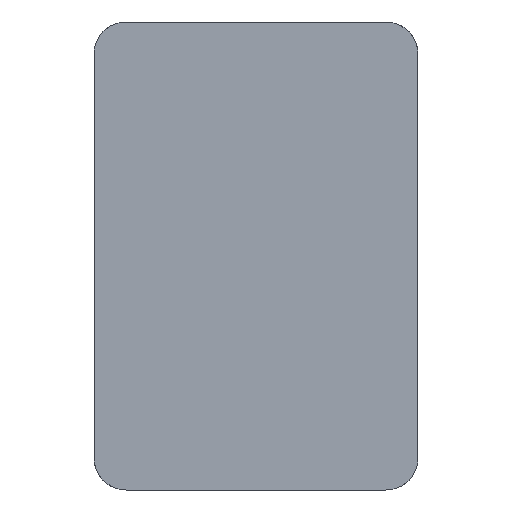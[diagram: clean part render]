
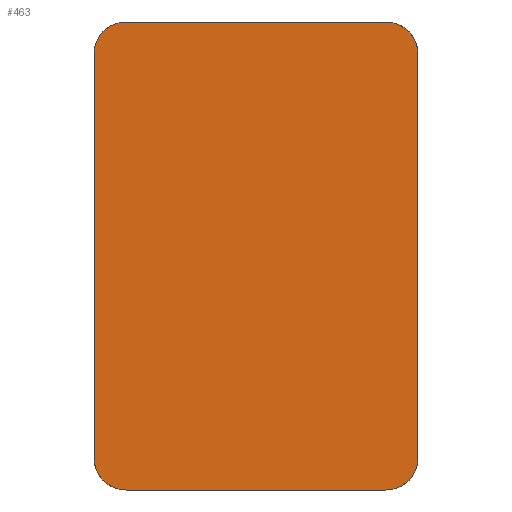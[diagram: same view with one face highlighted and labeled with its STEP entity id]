
A CAD part, left-side view. The second image highlights one B-rep face of the part: STEP entity #463.
In plain terms, the highlighted free-form (B-spline) face has degree [1, 1] with [2, 2] control points.
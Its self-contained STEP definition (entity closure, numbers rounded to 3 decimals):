
#31 = VERTEX_POINT('',#32);
#32 = CARTESIAN_POINT('',(-2.452,-5.721,
    116.874));
#37 = EDGE_CURVE('',#38,#31,#40,.T.);
#38 = VERTEX_POINT('',#39);
#39 = CARTESIAN_POINT('',(-2.452,-71.922,
    116.874));
#40 = B_SPLINE_CURVE_WITH_KNOTS('',1,(#41,#42),.UNSPECIFIED.,.F.,.F.,(2,
    2),(0.,81.),.PIECEWISE_BEZIER_KNOTS.);
#41 = CARTESIAN_POINT('',(-2.452,-71.922,
    116.874));
#42 = CARTESIAN_POINT('',(-2.452,-5.721,
    116.874));
#67 = VERTEX_POINT('',#68);
#68 = CARTESIAN_POINT('',(-2.452,2.452,5.721)
  );
#73 = EDGE_CURVE('',#74,#67,#76,.T.);
#74 = VERTEX_POINT('',#75);
#75 = CARTESIAN_POINT('',(-2.452,2.452,108.701
    ));
#76 = B_SPLINE_CURVE_WITH_KNOTS('',1,(#77,#78),.UNSPECIFIED.,.F.,.F.,(2,
    2),(0.,126.),.PIECEWISE_BEZIER_KNOTS.);
#77 = CARTESIAN_POINT('',(-2.452,2.452,108.701
    ));
#78 = CARTESIAN_POINT('',(-2.452,2.452,5.721)
  );
#93 = EDGE_CURVE('',#94,#96,#98,.T.);
#94 = VERTEX_POINT('',#95);
#95 = CARTESIAN_POINT('',(-2.452,-5.721,
    -2.452));
#96 = VERTEX_POINT('',#97);
#97 = CARTESIAN_POINT('',(-2.452,-71.922,
    -2.452));
#98 = B_SPLINE_CURVE_WITH_KNOTS('',1,(#99,#100),.UNSPECIFIED.,.F.,.F.,(2
    ,2),(0.,81.),.PIECEWISE_BEZIER_KNOTS.);
#99 = CARTESIAN_POINT('',(-2.452,-5.721,
    -2.452));
#100 = CARTESIAN_POINT('',(-2.452,-71.922,
    -2.452));
#273 = EDGE_CURVE('',#274,#276,#278,.T.);
#274 = VERTEX_POINT('',#275);
#275 = CARTESIAN_POINT('',(-2.452,-80.095,
    5.721));
#276 = VERTEX_POINT('',#277);
#277 = CARTESIAN_POINT('',(-2.452,-80.095,
    108.701));
#278 = B_SPLINE_CURVE_WITH_KNOTS('',1,(#279,#280),.UNSPECIFIED.,.F.,.F.,
  (2,2),(0.,126.),.PIECEWISE_BEZIER_KNOTS.);
#279 = CARTESIAN_POINT('',(-2.452,-80.095,
    5.721));
#280 = CARTESIAN_POINT('',(-2.452,-80.095,
    108.701));
#463 = ADVANCED_FACE('',(#464),#494,.T.);
#464 = FACE_BOUND('',#465,.T.);
#465 = EDGE_LOOP('',(#466,#467,#473,#474,#480,#481,#487,#488));
#466 = ORIENTED_EDGE('',*,*,#73,.T.);
#467 = ORIENTED_EDGE('',*,*,#468,.T.);
#468 = EDGE_CURVE('',#67,#94,#469,.T.);
#469 = ( BOUNDED_CURVE() B_SPLINE_CURVE(2,(#470,#471,#472),
.UNSPECIFIED.,.F.,.F.) B_SPLINE_CURVE_WITH_KNOTS((3,3),(1.571,
3.142),.PIECEWISE_BEZIER_KNOTS.) CURVE() 
GEOMETRIC_REPRESENTATION_ITEM() RATIONAL_B_SPLINE_CURVE((1.,
0.707,1.)) REPRESENTATION_ITEM('') );
#470 = CARTESIAN_POINT('',(-2.452,2.452,5.721
    ));
#471 = CARTESIAN_POINT('',(-2.452,2.452,
    -2.452));
#472 = CARTESIAN_POINT('',(-2.452,-5.721,
    -2.452));
#473 = ORIENTED_EDGE('',*,*,#93,.T.);
#474 = ORIENTED_EDGE('',*,*,#475,.T.);
#475 = EDGE_CURVE('',#96,#274,#476,.T.);
#476 = ( BOUNDED_CURVE() B_SPLINE_CURVE(2,(#477,#478,#479),
.UNSPECIFIED.,.F.,.F.) B_SPLINE_CURVE_WITH_KNOTS((3,3),(3.142,
4.712),.PIECEWISE_BEZIER_KNOTS.) CURVE() 
GEOMETRIC_REPRESENTATION_ITEM() RATIONAL_B_SPLINE_CURVE((1.,
0.707,1.)) REPRESENTATION_ITEM('') );
#477 = CARTESIAN_POINT('',(-2.452,-71.922,
    -2.452));
#478 = CARTESIAN_POINT('',(-2.452,-80.095,
    -2.452));
#479 = CARTESIAN_POINT('',(-2.452,-80.095,
    5.721));
#480 = ORIENTED_EDGE('',*,*,#273,.T.);
#481 = ORIENTED_EDGE('',*,*,#482,.T.);
#482 = EDGE_CURVE('',#276,#38,#483,.T.);
#483 = ( BOUNDED_CURVE() B_SPLINE_CURVE(2,(#484,#485,#486),
.UNSPECIFIED.,.F.,.F.) B_SPLINE_CURVE_WITH_KNOTS((3,3),(4.712,
6.283),.PIECEWISE_BEZIER_KNOTS.) CURVE() 
GEOMETRIC_REPRESENTATION_ITEM() RATIONAL_B_SPLINE_CURVE((1.,
0.707,1.)) REPRESENTATION_ITEM('') );
#484 = CARTESIAN_POINT('',(-2.452,-80.095,
    108.701));
#485 = CARTESIAN_POINT('',(-2.452,-80.095,
    116.874));
#486 = CARTESIAN_POINT('',(-2.452,-71.922,
    116.874));
#487 = ORIENTED_EDGE('',*,*,#37,.T.);
#488 = ORIENTED_EDGE('',*,*,#489,.T.);
#489 = EDGE_CURVE('',#31,#74,#490,.T.);
#490 = ( BOUNDED_CURVE() B_SPLINE_CURVE(2,(#491,#492,#493),
.UNSPECIFIED.,.F.,.F.) B_SPLINE_CURVE_WITH_KNOTS((3,3),(0.,
1.571),.PIECEWISE_BEZIER_KNOTS.) CURVE() 
GEOMETRIC_REPRESENTATION_ITEM() RATIONAL_B_SPLINE_CURVE((1.,
0.707,1.)) REPRESENTATION_ITEM('') );
#491 = CARTESIAN_POINT('',(-2.452,-5.721,
    116.874));
#492 = CARTESIAN_POINT('',(-2.452,2.452,
    116.874));
#493 = CARTESIAN_POINT('',(-2.452,2.452,
    108.701));
#494 = B_SPLINE_SURFACE_WITH_KNOTS('',1,1,(
    (#495,#496)
    ,(#497,#498
    )),.UNSPECIFIED.,.F.,.F.,.F.,(2,2),(2,2),(-143.,3.),(-3.,98.),
  .PIECEWISE_BEZIER_KNOTS.);
#495 = CARTESIAN_POINT('',(-2.452,2.452,
    116.874));
#496 = CARTESIAN_POINT('',(-2.452,-80.095,
    116.874));
#497 = CARTESIAN_POINT('',(-2.452,2.452,
    -2.452));
#498 = CARTESIAN_POINT('',(-2.452,-80.095,
    -2.452));
